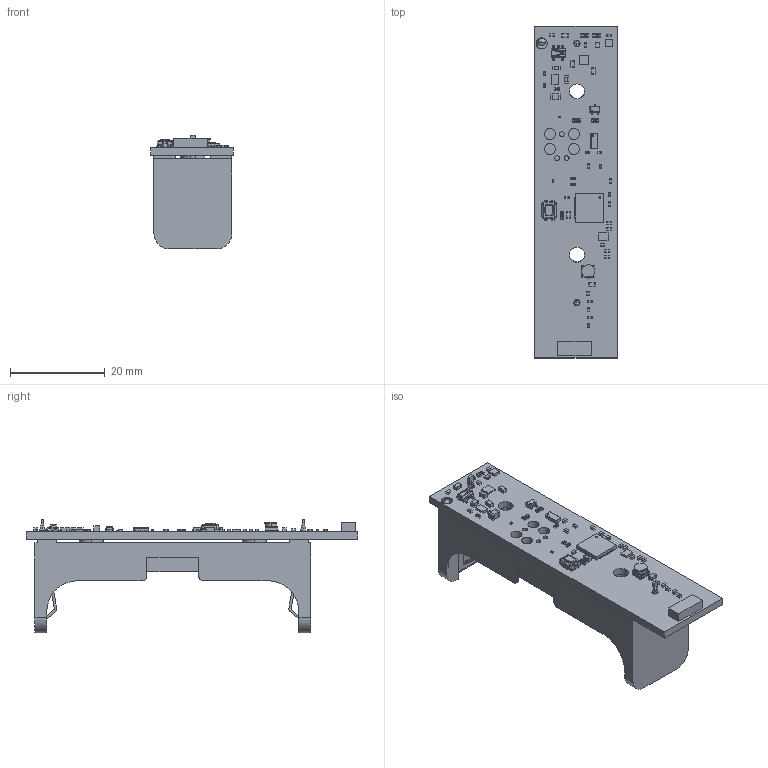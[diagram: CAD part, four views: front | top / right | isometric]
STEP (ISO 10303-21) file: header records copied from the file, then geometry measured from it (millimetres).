
FILE_DESCRIPTION(('Open CASCADE Model'),'2;1');
FILE_NAME('Open CASCADE Shape Model','2022-12-27T10:22:44',('Author'),( 'Open CASCADE'),'Open CASCADE STEP processor 6.8','Open CASCADE 6.8' ,'Unknown');
FILE_SCHEMA(('AUTOMOTIVE_DESIGN { 1 0 10303 214 1 1 1 1 }'));
Length unit declared in the file: millimetre
Products named in the file (94): PCB; Board; Open CASCADE STEP translator 6.8 2.1.1; R12; 0603_resistor; IC4; ON_Semiconductor_-_SOT323_v1; R11; 0402_resistor; C18; 0402_cap; C17; C4; 0603_cap; R10; R9; Y1; 6278568816; Extruded; S1; EVPAA-002K_202K_402W_602W_802Q; RF4; RF3; RF2; RF1; R8; R7; R6; RES_0201; R5; R4; R3; R2; R1; L2; INDUC_0402; L1; NTC_0603; J1; MS-156HF ...
Assembly tree (129 placements, depth 4):
  PCB
    Board
      Open CASCADE STEP translator 6.8 2.1.1
    R12
      0603_resistor
    IC4
      ON_Semiconductor_-_SOT323_v1
    R11
      0402_resistor
    C18
      0402_cap
    C17
      0402_cap
    C4
      0603_cap
    R10
      0603_resistor
    R9
      0603_resistor
    Y1
      6278568816
        Extruded
    S1
      EVPAA-002K_202K_402W_602W_802Q
    RF4
      0402_cap
    RF3
      0402_cap
    RF2
      0402_cap
    RF1
      0402_cap
    R8
      0603_resistor
    R7
      0603_resistor
    R6
      RES_0201
    R5
      RES_0201
    R4
      0402_resistor
    R3
      0402_resistor
    R2
      0402_resistor
    R1
      0402_resistor
    L2
      INDUC_0402
    L1
      NTC_0603
    J1
      MS-156HF
    IC7
      6278576256
        Extruded
      6278575776  x4
        Sphere
    IC6
Bounding box: 17.4 x 70.23 x 24.1 mm (x, y, z)
Volume: 6325.8 mm3; surface area: 8985.7 mm2
Topology: 84 solids, 453 shells, 3808 faces, 9962 edges, 6320 vertices
Faces by surface type: plane 2232, cylinder 1016, sphere 460, bspline 83, extrusion 11, torus 4, revolution 2
Full cylindrical faces by diameter (mm): 0.2 x1, 0.254 x16, 0.991 x3, 1.3 x2, 2.36 x1, 2.375 x4, 3.18 x2
Entity records: 78329 total; most frequent: CARTESIAN_POINT 15112, DIRECTION 10682, ORIENTED_EDGE 10159, EDGE_CURVE 5633, VECTOR 4626, LINE 4615, VERTEX_POINT 4027, AXIS2_PLACEMENT_3D 3027
